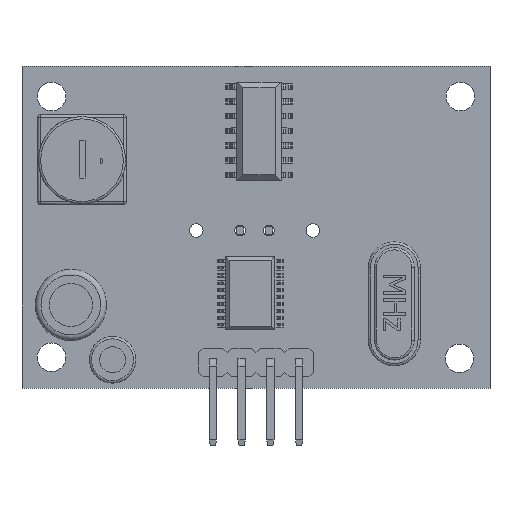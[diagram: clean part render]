
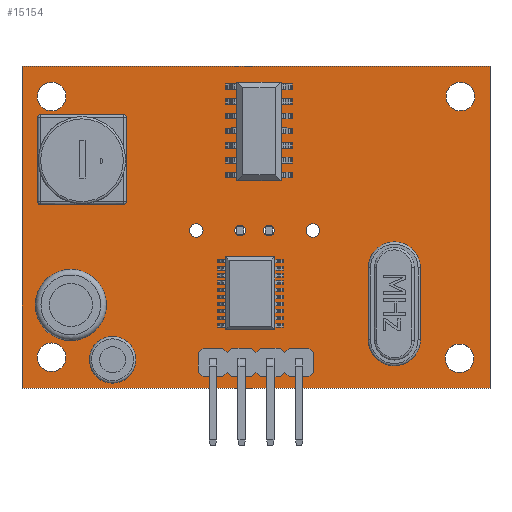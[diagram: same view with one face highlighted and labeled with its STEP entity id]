
A CAD part, top view. The second image highlights one B-rep face of the part: STEP entity #15154.
In plain terms, the highlighted planar face has unit normal (0, 0, 1).
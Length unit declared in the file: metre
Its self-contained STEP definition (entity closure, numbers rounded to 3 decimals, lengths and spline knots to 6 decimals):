
#342=FACE_BOUND('',#1918,.T.);
#343=FACE_BOUND('',#1919,.T.);
#344=FACE_BOUND('',#1920,.T.);
#345=FACE_BOUND('',#1921,.T.);
#346=FACE_BOUND('',#1922,.T.);
#347=FACE_BOUND('',#1923,.T.);
#348=FACE_BOUND('',#1924,.T.);
#349=FACE_BOUND('',#1925,.T.);
#350=FACE_BOUND('',#1926,.T.);
#351=FACE_BOUND('',#1927,.T.);
#352=FACE_BOUND('',#1928,.T.);
#353=FACE_BOUND('',#1929,.T.);
#400=PLANE('',#16136);
#1026=FACE_OUTER_BOUND('',#1917,.T.);
#1917=EDGE_LOOP('',(#10488,#10489,#10490,#10491));
#1918=EDGE_LOOP('',(#10492));
#1919=EDGE_LOOP('',(#10493));
#1920=EDGE_LOOP('',(#10494));
#1921=EDGE_LOOP('',(#10495));
#1922=EDGE_LOOP('',(#10496));
#1923=EDGE_LOOP('',(#10497));
#1924=EDGE_LOOP('',(#10498));
#1925=EDGE_LOOP('',(#10499));
#1926=EDGE_LOOP('',(#10500));
#1927=EDGE_LOOP('',(#10501));
#1928=EDGE_LOOP('',(#10502));
#1929=EDGE_LOOP('',(#10503));
#2860=LINE('',#22144,#4542);
#2863=LINE('',#22150,#4545);
#2866=LINE('',#22156,#4548);
#2869=LINE('',#22160,#4551);
#4542=VECTOR('',#17614,0.01);
#4545=VECTOR('',#17619,0.01);
#4548=VECTOR('',#17624,0.01);
#4551=VECTOR('',#17629,0.01);
#6210=CIRCLE('',#16097,0.0006);
#6212=CIRCLE('',#16100,0.000475);
#6214=CIRCLE('',#16103,0.000475);
#6216=CIRCLE('',#16106,0.0006);
#6219=CIRCLE('',#16110,0.0005);
#6221=CIRCLE('',#16113,0.0005);
#6223=CIRCLE('',#16116,0.0005);
#6225=CIRCLE('',#16119,0.0005);
#6227=CIRCLE('',#16122,0.001265);
#6229=CIRCLE('',#16125,0.001265);
#6231=CIRCLE('',#16128,0.001265);
#6233=CIRCLE('',#16131,0.001265);
#6735=VERTEX_POINT('',#22066);
#6737=VERTEX_POINT('',#22072);
#6739=VERTEX_POINT('',#22078);
#6741=VERTEX_POINT('',#22084);
#6744=VERTEX_POINT('',#22092);
#6746=VERTEX_POINT('',#22098);
#6748=VERTEX_POINT('',#22104);
#6750=VERTEX_POINT('',#22110);
#6752=VERTEX_POINT('',#22116);
#6754=VERTEX_POINT('',#22122);
#6756=VERTEX_POINT('',#22128);
#6758=VERTEX_POINT('',#22134);
#6761=VERTEX_POINT('',#22141);
#6762=VERTEX_POINT('',#22143);
#6764=VERTEX_POINT('',#22149);
#6766=VERTEX_POINT('',#22155);
#8192=EDGE_CURVE('',#6735,#6735,#6210,.T.);
#8195=EDGE_CURVE('',#6737,#6737,#6212,.T.);
#8198=EDGE_CURVE('',#6739,#6739,#6214,.T.);
#8201=EDGE_CURVE('',#6741,#6741,#6216,.T.);
#8206=EDGE_CURVE('',#6744,#6744,#6219,.T.);
#8209=EDGE_CURVE('',#6746,#6746,#6221,.T.);
#8212=EDGE_CURVE('',#6748,#6748,#6223,.T.);
#8215=EDGE_CURVE('',#6750,#6750,#6225,.T.);
#8218=EDGE_CURVE('',#6752,#6752,#6227,.T.);
#8221=EDGE_CURVE('',#6754,#6754,#6229,.T.);
#8224=EDGE_CURVE('',#6756,#6756,#6231,.T.);
#8227=EDGE_CURVE('',#6758,#6758,#6233,.T.);
#8230=EDGE_CURVE('',#6762,#6761,#2860,.T.);
#8233=EDGE_CURVE('',#6764,#6762,#2863,.T.);
#8236=EDGE_CURVE('',#6766,#6764,#2866,.T.);
#8239=EDGE_CURVE('',#6761,#6766,#2869,.T.);
#10488=ORIENTED_EDGE('',*,*,#8239,.T.);
#10489=ORIENTED_EDGE('',*,*,#8236,.T.);
#10490=ORIENTED_EDGE('',*,*,#8233,.T.);
#10491=ORIENTED_EDGE('',*,*,#8230,.T.);
#10492=ORIENTED_EDGE('',*,*,#8192,.T.);
#10493=ORIENTED_EDGE('',*,*,#8195,.T.);
#10494=ORIENTED_EDGE('',*,*,#8198,.T.);
#10495=ORIENTED_EDGE('',*,*,#8201,.T.);
#10496=ORIENTED_EDGE('',*,*,#8206,.T.);
#10497=ORIENTED_EDGE('',*,*,#8209,.T.);
#10498=ORIENTED_EDGE('',*,*,#8212,.T.);
#10499=ORIENTED_EDGE('',*,*,#8215,.T.);
#10500=ORIENTED_EDGE('',*,*,#8218,.T.);
#10501=ORIENTED_EDGE('',*,*,#8221,.T.);
#10502=ORIENTED_EDGE('',*,*,#8224,.T.);
#10503=ORIENTED_EDGE('',*,*,#8227,.T.);
#15154=ADVANCED_FACE('',(#1026,#342,#343,#344,#345,#346,#347,#348,#349,
#350,#351,#352,#353),#400,.T.);
#16097=AXIS2_PLACEMENT_3D('',#22067,#17528,#17529);
#16100=AXIS2_PLACEMENT_3D('',#22073,#17535,#17536);
#16103=AXIS2_PLACEMENT_3D('',#22079,#17542,#17543);
#16106=AXIS2_PLACEMENT_3D('',#22085,#17549,#17550);
#16110=AXIS2_PLACEMENT_3D('',#22094,#17559,#17560);
#16113=AXIS2_PLACEMENT_3D('',#22100,#17566,#17567);
#16116=AXIS2_PLACEMENT_3D('',#22106,#17573,#17574);
#16119=AXIS2_PLACEMENT_3D('',#22112,#17580,#17581);
#16122=AXIS2_PLACEMENT_3D('',#22118,#17587,#17588);
#16125=AXIS2_PLACEMENT_3D('',#22124,#17594,#17595);
#16128=AXIS2_PLACEMENT_3D('',#22130,#17601,#17602);
#16131=AXIS2_PLACEMENT_3D('',#22136,#17608,#17609);
#16136=AXIS2_PLACEMENT_3D('',#22161,#17630,#17631);
#17528=DIRECTION('center_axis',(0.,0.,-1.));
#17529=DIRECTION('ref_axis',(-1.,0.,0.));
#17535=DIRECTION('center_axis',(0.,0.,-1.));
#17536=DIRECTION('ref_axis',(-1.,0.,0.));
#17542=DIRECTION('center_axis',(0.,0.,-1.));
#17543=DIRECTION('ref_axis',(-1.,0.,0.));
#17549=DIRECTION('center_axis',(0.,0.,-1.));
#17550=DIRECTION('ref_axis',(-1.,0.,0.));
#17559=DIRECTION('center_axis',(0.,0.,-1.));
#17560=DIRECTION('ref_axis',(1.,0.,0.));
#17566=DIRECTION('center_axis',(0.,0.,-1.));
#17567=DIRECTION('ref_axis',(1.,0.,0.));
#17573=DIRECTION('center_axis',(0.,0.,-1.));
#17574=DIRECTION('ref_axis',(1.,0.,0.));
#17580=DIRECTION('center_axis',(0.,0.,-1.));
#17581=DIRECTION('ref_axis',(1.,0.,0.));
#17587=DIRECTION('center_axis',(0.,0.,-1.));
#17588=DIRECTION('ref_axis',(-1.,0.,0.));
#17594=DIRECTION('center_axis',(0.,0.,-1.));
#17595=DIRECTION('ref_axis',(-1.,0.,0.));
#17601=DIRECTION('center_axis',(0.,0.,-1.));
#17602=DIRECTION('ref_axis',(-1.,0.,0.));
#17608=DIRECTION('center_axis',(0.,0.,-1.));
#17609=DIRECTION('ref_axis',(-1.,0.,0.));
#17614=DIRECTION('',(0.,-1.,0.));
#17619=DIRECTION('',(-1.,0.,0.));
#17624=DIRECTION('',(0.,1.,0.));
#17629=DIRECTION('',(1.,0.,0.));
#17630=DIRECTION('center_axis',(0.,0.,1.));
#17631=DIRECTION('ref_axis',(1.,0.,0.));
#22066=CARTESIAN_POINT('',(0.026302,0.013931,0.0012));
#22067=CARTESIAN_POINT('Origin',(0.025702,0.013931,
0.0012));
#22072=CARTESIAN_POINT('',(0.019757,0.013931,0.0012));
#22073=CARTESIAN_POINT('Origin',(0.019282,0.013931,0.0012));
#22078=CARTESIAN_POINT('',(0.022297,0.013931,0.0012));
#22079=CARTESIAN_POINT('Origin',(0.021822,0.013931,0.0012));
#22084=CARTESIAN_POINT('',(0.016002,0.013931,0.0012));
#22085=CARTESIAN_POINT('Origin',(0.015402,0.013931,0.0012));
#22092=CARTESIAN_POINT('',(0.018924,0.002276,0.0012));
#22094=CARTESIAN_POINT('Origin',(0.019424,0.002276,0.0012));
#22098=CARTESIAN_POINT('',(0.023986,0.002276,0.0012));
#22100=CARTESIAN_POINT('Origin',(0.024486,0.002276,0.0012));
#22104=CARTESIAN_POINT('',(0.021459,0.002276,0.0012));
#22106=CARTESIAN_POINT('Origin',(0.021959,0.002276,0.0012));
#22110=CARTESIAN_POINT('',(0.016362,0.002276,0.0012));
#22112=CARTESIAN_POINT('Origin',(0.016862,0.002276,0.0012));
#22116=CARTESIAN_POINT('',(0.00388,0.025775,0.0012));
#22118=CARTESIAN_POINT('Origin',(0.002615,0.025775,0.0012));
#22122=CARTESIAN_POINT('',(0.04001,0.025775,0.0012));
#22124=CARTESIAN_POINT('Origin',(0.038745,0.025775,0.0012));
#22128=CARTESIAN_POINT('',(0.03993,0.002635,0.0012));
#22130=CARTESIAN_POINT('Origin',(0.038665,0.002635,0.0012));
#22134=CARTESIAN_POINT('',(0.00388,0.002735,0.0012));
#22136=CARTESIAN_POINT('Origin',(0.002615,0.002735,0.0012));
#22141=CARTESIAN_POINT('',(0.,0.,0.0012));
#22143=CARTESIAN_POINT('',(0.,0.02844,0.0012));
#22144=CARTESIAN_POINT('',(0.,0.02844,0.0012));
#22149=CARTESIAN_POINT('',(0.04136,0.02844,0.0012));
#22150=CARTESIAN_POINT('',(0.04136,0.02844,0.0012));
#22155=CARTESIAN_POINT('',(0.04136,0.,0.0012));
#22156=CARTESIAN_POINT('',(0.04136,0.,0.0012));
#22160=CARTESIAN_POINT('',(0.,0.,0.0012));
#22161=CARTESIAN_POINT('Origin',(0.02068,0.01422,0.0012));
